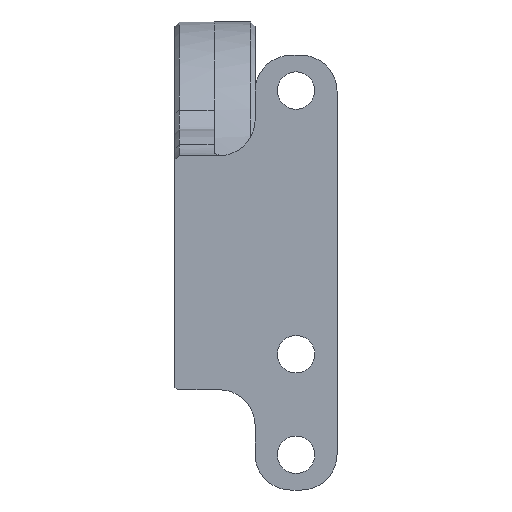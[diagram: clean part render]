
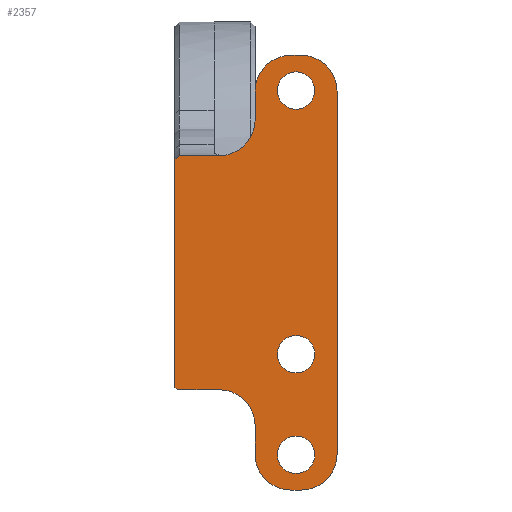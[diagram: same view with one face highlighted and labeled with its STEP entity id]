
A CAD part, front view. The second image highlights one B-rep face of the part: STEP entity #2357.
In plain terms, the highlighted planar face has unit normal (0, -1, 0).
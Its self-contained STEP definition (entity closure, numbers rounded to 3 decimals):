
#179=DIRECTION('',(0.,0.,-1.));
#180=VECTOR('',#179,25.502);
#181=CARTESIAN_POINT('',(-32.5,-2.,4.));
#182=LINE('',#181,#180);
#483=CARTESIAN_POINT('',(-18.9,-2.,11.8));
#484=DIRECTION('',(0.,1.,0.));
#485=DIRECTION('',(0.,0.,-1.));
#486=AXIS2_PLACEMENT_3D('',#483,#484,#485);
#488=CARTESIAN_POINT('',(-18.9,-2.,11.8));
#489=DIRECTION('',(0.,1.,0.));
#490=DIRECTION('',(0.,0.,1.));
#491=AXIS2_PLACEMENT_3D('',#488,#489,#490);
#493=CARTESIAN_POINT('',(-18.9,-2.,-17.8));
#494=DIRECTION('',(0.,1.,0.));
#495=DIRECTION('',(0.,0.,-1.));
#496=AXIS2_PLACEMENT_3D('',#493,#494,#495);
#498=CARTESIAN_POINT('',(-18.9,-2.,-17.8));
#499=DIRECTION('',(0.,1.,0.));
#500=DIRECTION('',(0.,0.,1.));
#501=AXIS2_PLACEMENT_3D('',#498,#499,#500);
#503=CARTESIAN_POINT('',(-18.9,-2.,-29.1));
#504=DIRECTION('',(0.,1.,0.));
#505=DIRECTION('',(0.,0.,-1.));
#506=AXIS2_PLACEMENT_3D('',#503,#504,#505);
#508=CARTESIAN_POINT('',(-18.9,-2.,-29.1));
#509=DIRECTION('',(0.,1.,0.));
#510=DIRECTION('',(0.,0.,1.));
#511=AXIS2_PLACEMENT_3D('',#508,#509,#510);
#513=CARTESIAN_POINT('',(-18.3,-2.,11.75));
#514=DIRECTION('',(0.,-1.,0.));
#515=DIRECTION('',(1.,0.,0.));
#516=AXIS2_PLACEMENT_3D('',#513,#514,#515);
#518=CARTESIAN_POINT('',(-18.3,-2.,-29.05));
#519=DIRECTION('',(0.,-1.,0.));
#520=DIRECTION('',(0.,0.,-1.));
#521=AXIS2_PLACEMENT_3D('',#518,#519,#520);
#523=DIRECTION('',(1.,0.,0.));
#524=VECTOR('',#523,1.2);
#525=CARTESIAN_POINT('',(-19.5,-2.,-33.05));
#526=LINE('',#525,#524);
#527=CARTESIAN_POINT('',(-19.5,-2.,-29.05));
#528=DIRECTION('',(0.,-1.,0.));
#529=DIRECTION('',(-1.,0.,0.));
#530=AXIS2_PLACEMENT_3D('',#527,#528,#529);
#532=DIRECTION('',(0.,0.,-1.));
#533=VECTOR('',#532,3.25);
#534=CARTESIAN_POINT('',(-23.5,-2.,-25.8));
#535=LINE('',#534,#533);
#536=DIRECTION('',(0.707,0.,-0.708));
#537=VECTOR('',#536,0.422);
#538=CARTESIAN_POINT('',(-32.5,-2.,-21.502));
#539=LINE('',#538,#537);
#540=DIRECTION('',(-0.707,0.,-0.707));
#541=VECTOR('',#540,0.707);
#542=CARTESIAN_POINT('',(-32.,-2.,4.5));
#543=LINE('',#542,#541);
#544=DIRECTION('',(0.,0.,1.));
#545=VECTOR('',#544,3.25);
#546=CARTESIAN_POINT('',(-23.5,-2.,8.5));
#547=LINE('',#546,#545);
#548=CARTESIAN_POINT('',(-19.5,-2.,11.75));
#549=DIRECTION('',(0.,-1.,0.));
#550=DIRECTION('',(0.,0.,1.));
#551=AXIS2_PLACEMENT_3D('',#548,#549,#550);
#553=DIRECTION('',(1.,0.,0.));
#554=VECTOR('',#553,1.2);
#555=CARTESIAN_POINT('',(-19.5,-2.,15.75));
#556=LINE('',#555,#554);
#679=CARTESIAN_POINT('',(-27.5,-2.,8.5));
#680=DIRECTION('',(0.,1.,0.));
#681=DIRECTION('',(1.,0.,0.));
#682=AXIS2_PLACEMENT_3D('',#679,#680,#681);
#697=DIRECTION('',(-1.,0.,0.));
#698=VECTOR('',#697,4.5);
#699=CARTESIAN_POINT('',(-27.5,-2.,4.5));
#700=LINE('',#699,#698);
#1065=DIRECTION('',(0.,0.,1.));
#1066=VECTOR('',#1065,40.8);
#1067=CARTESIAN_POINT('',(-14.3,-2.,-29.05));
#1068=LINE('',#1067,#1066);
#1085=CARTESIAN_POINT('',(-27.5,-2.,-25.8));
#1086=DIRECTION('',(0.,1.,0.));
#1087=DIRECTION('',(0.,0.,1.));
#1088=AXIS2_PLACEMENT_3D('',#1085,#1086,#1087);
#1103=DIRECTION('',(1.,0.,0.));
#1104=VECTOR('',#1103,4.702);
#1105=CARTESIAN_POINT('',(-32.202,-2.,-21.8));
#1106=LINE('',#1105,#1104);
#1489=CARTESIAN_POINT('',(-23.5,-2.,8.5));
#1491=VERTEX_POINT('',#1489);
#1493=CARTESIAN_POINT('',(-27.5,-2.,4.5));
#1495=VERTEX_POINT('',#1493);
#1519=CARTESIAN_POINT('',(-18.9,-2.,9.7));
#1520=VERTEX_POINT('',#1519);
#1521=CARTESIAN_POINT('',(-18.9,-2.,13.9));
#1522=VERTEX_POINT('',#1521);
#1523=CARTESIAN_POINT('',(-18.9,-2.,-19.9));
#1524=VERTEX_POINT('',#1523);
#1525=CARTESIAN_POINT('',(-18.9,-2.,-15.7));
#1526=VERTEX_POINT('',#1525);
#1527=CARTESIAN_POINT('',(-14.3,-2.,11.75));
#1528=CARTESIAN_POINT('',(-18.3,-2.,15.75));
#1529=VERTEX_POINT('',#1527);
#1530=VERTEX_POINT('',#1528);
#1535=CARTESIAN_POINT('',(-19.5,-2.,15.75));
#1536=CARTESIAN_POINT('',(-23.5,-2.,11.75));
#1537=VERTEX_POINT('',#1535);
#1538=VERTEX_POINT('',#1536);
#1623=CARTESIAN_POINT('',(-32.5,-2.,-21.502));
#1624=CARTESIAN_POINT('',(-32.202,-2.,-21.8));
#1625=VERTEX_POINT('',#1623);
#1626=VERTEX_POINT('',#1624);
#1657=CARTESIAN_POINT('',(-32.,-2.,4.5));
#1658=CARTESIAN_POINT('',(-32.5,-2.,4.));
#1659=VERTEX_POINT('',#1657);
#1660=VERTEX_POINT('',#1658);
#1687=CARTESIAN_POINT('',(-14.3,-2.,-29.05));
#1688=VERTEX_POINT('',#1687);
#1689=CARTESIAN_POINT('',(-27.5,-2.,-21.8));
#1691=VERTEX_POINT('',#1689);
#1693=CARTESIAN_POINT('',(-23.5,-2.,-25.8));
#1695=VERTEX_POINT('',#1693);
#1701=CARTESIAN_POINT('',(-18.9,-2.,-31.2));
#1702=CARTESIAN_POINT('',(-18.9,-2.,-27.));
#1703=VERTEX_POINT('',#1701);
#1704=VERTEX_POINT('',#1702);
#1713=CARTESIAN_POINT('',(-23.5,-2.,-29.05));
#1714=VERTEX_POINT('',#1713);
#1715=CARTESIAN_POINT('',(-19.5,-2.,-33.05));
#1716=VERTEX_POINT('',#1715);
#1721=CARTESIAN_POINT('',(-18.3,-2.,-33.05));
#1722=VERTEX_POINT('',#1721);
#2302=CARTESIAN_POINT('',(-32.5,-2.,4.5));
#2303=DIRECTION('',(0.,-1.,0.));
#2304=DIRECTION('',(0.,0.,-1.));
#2305=AXIS2_PLACEMENT_3D('',#2302,#2303,#2304);
#2306=PLANE('',#2305);
#2308=ORIENTED_EDGE('',*,*,#2307,.F.);
#2310=ORIENTED_EDGE('',*,*,#2309,.F.);
#2312=ORIENTED_EDGE('',*,*,#2311,.F.);
#2314=ORIENTED_EDGE('',*,*,#2313,.F.);
#2316=ORIENTED_EDGE('',*,*,#2315,.F.);
#2318=ORIENTED_EDGE('',*,*,#2317,.F.);
#2320=ORIENTED_EDGE('',*,*,#2319,.F.);
#2322=ORIENTED_EDGE('',*,*,#2321,.F.);
#2323=ORIENTED_EDGE('',*,*,#2291,.F.);
#2324=ORIENTED_EDGE('',*,*,#1746,.F.);
#2326=ORIENTED_EDGE('',*,*,#2325,.F.);
#2328=ORIENTED_EDGE('',*,*,#2327,.F.);
#2330=ORIENTED_EDGE('',*,*,#2329,.F.);
#2332=ORIENTED_EDGE('',*,*,#2331,.T.);
#2334=ORIENTED_EDGE('',*,*,#2333,.F.);
#2336=ORIENTED_EDGE('',*,*,#2335,.T.);
#2337=EDGE_LOOP('',(#2308,#2310,#2312,#2314,#2316,#2318,#2320,#2322,#2323,#2324,
#2326,#2328,#2330,#2332,#2334,#2336));
#2338=FACE_OUTER_BOUND('',#2337,.F.);
#2340=ORIENTED_EDGE('',*,*,#2339,.F.);
#2342=ORIENTED_EDGE('',*,*,#2341,.F.);
#2343=EDGE_LOOP('',(#2340,#2342));
#2344=FACE_BOUND('',#2343,.F.);
#2346=ORIENTED_EDGE('',*,*,#2345,.F.);
#2348=ORIENTED_EDGE('',*,*,#2347,.F.);
#2349=EDGE_LOOP('',(#2346,#2348));
#2350=FACE_BOUND('',#2349,.F.);
#2352=ORIENTED_EDGE('',*,*,#2351,.F.);
#2354=ORIENTED_EDGE('',*,*,#2353,.F.);
#2355=EDGE_LOOP('',(#2352,#2354));
#2356=FACE_BOUND('',#2355,.F.);
#2357=ADVANCED_FACE('',(#2338,#2344,#2350,#2356),#2306,.T.);
#487=CIRCLE('',#486,2.1);
#492=CIRCLE('',#491,2.1);
#497=CIRCLE('',#496,2.1);
#502=CIRCLE('',#501,2.1);
#507=CIRCLE('',#506,2.1);
#512=CIRCLE('',#511,2.1);
#517=CIRCLE('',#516,4.);
#522=CIRCLE('',#521,4.);
#531=CIRCLE('',#530,4.);
#552=CIRCLE('',#551,4.);
#683=CIRCLE('',#682,4.);
#1089=CIRCLE('',#1088,4.);
#1746=EDGE_CURVE('',#1660,#1625,#182,.T.);
#2291=EDGE_CURVE('',#1625,#1626,#539,.T.);
#2307=EDGE_CURVE('',#1529,#1530,#517,.T.);
#2309=EDGE_CURVE('',#1688,#1529,#1068,.T.);
#2311=EDGE_CURVE('',#1722,#1688,#522,.T.);
#2313=EDGE_CURVE('',#1716,#1722,#526,.T.);
#2315=EDGE_CURVE('',#1714,#1716,#531,.T.);
#2317=EDGE_CURVE('',#1695,#1714,#535,.T.);
#2319=EDGE_CURVE('',#1691,#1695,#1089,.T.);
#2321=EDGE_CURVE('',#1626,#1691,#1106,.T.);
#2325=EDGE_CURVE('',#1659,#1660,#543,.T.);
#2327=EDGE_CURVE('',#1495,#1659,#700,.T.);
#2329=EDGE_CURVE('',#1491,#1495,#683,.T.);
#2331=EDGE_CURVE('',#1491,#1538,#547,.T.);
#2333=EDGE_CURVE('',#1537,#1538,#552,.T.);
#2335=EDGE_CURVE('',#1537,#1530,#556,.T.);
#2339=EDGE_CURVE('',#1524,#1526,#497,.T.);
#2341=EDGE_CURVE('',#1526,#1524,#502,.T.);
#2345=EDGE_CURVE('',#1703,#1704,#507,.T.);
#2347=EDGE_CURVE('',#1704,#1703,#512,.T.);
#2351=EDGE_CURVE('',#1520,#1522,#487,.T.);
#2353=EDGE_CURVE('',#1522,#1520,#492,.T.);
